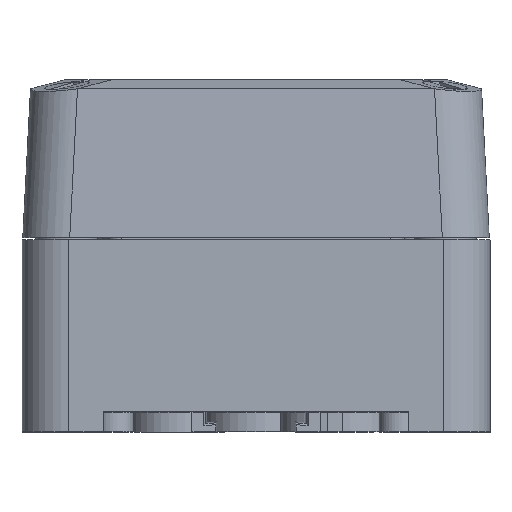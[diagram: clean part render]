
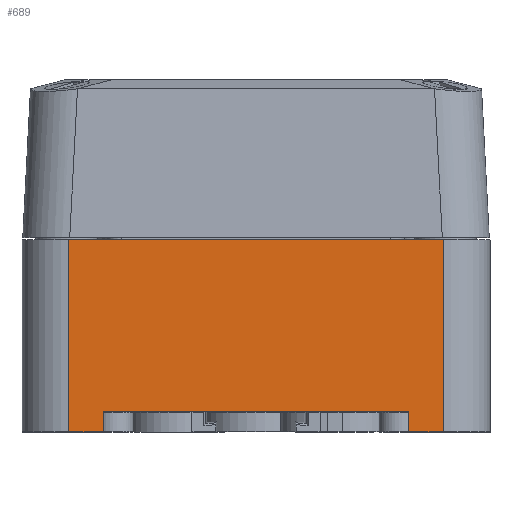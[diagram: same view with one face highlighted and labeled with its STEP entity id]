
A CAD part, top view. The second image highlights one B-rep face of the part: STEP entity #689.
In plain terms, the highlighted planar face has unit normal (0, 0, 1).
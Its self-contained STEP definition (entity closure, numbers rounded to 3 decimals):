
#287 = DIRECTION ( 'NONE',  ( 0., 0., -1. ) ) ;
#342 = VECTOR ( 'NONE', #4282, 1000. ) ;
#689 = ADVANCED_FACE ( 'NONE', ( #7844 ), #4969, .F. ) ;
#777 = CARTESIAN_POINT ( 'NONE',  ( 38., 35., 47.5 ) ) ;
#1053 = ORIENTED_EDGE ( 'NONE', *, *, #9699, .F. ) ;
#1067 = CARTESIAN_POINT ( 'NONE',  ( -31., -4., 47.5 ) ) ;
#1195 = DIRECTION ( 'NONE',  ( 0., -1., 0. ) ) ;
#1375 = DIRECTION ( 'NONE',  ( 0., 1., 0. ) ) ;
#1389 = CARTESIAN_POINT ( 'NONE',  ( 38., -4., 47.5 ) ) ;
#1456 = CARTESIAN_POINT ( 'NONE',  ( 38., -4., 47.5 ) ) ;
#1758 = DIRECTION ( 'NONE',  ( 0., 1., 0. ) ) ;
#1886 = ORIENTED_EDGE ( 'NONE', *, *, #10712, .F. ) ;
#2483 = ORIENTED_EDGE ( 'NONE', *, *, #2760, .T. ) ;
#2567 = DIRECTION ( 'NONE',  ( 1., 0., 0. ) ) ;
#2693 = VECTOR ( 'NONE', #6386, 1000. ) ;
#2760 = EDGE_CURVE ( 'NONE', #5960, #5307, #9727, .T. ) ;
#2820 = CARTESIAN_POINT ( 'NONE',  ( 38., -4., 47.5 ) ) ;
#2937 = VECTOR ( 'NONE', #2567, 1000. ) ;
#3140 = LINE ( 'NONE', #5828, #4288 ) ;
#3296 = VERTEX_POINT ( 'NONE', #8310 ) ;
#3757 = CARTESIAN_POINT ( 'NONE',  ( 31., -4., 47.5 ) ) ;
#3940 = VERTEX_POINT ( 'NONE', #777 ) ;
#4253 = VECTOR ( 'NONE', #5107, 1000. ) ;
#4282 = DIRECTION ( 'NONE',  ( 1., 0., 0. ) ) ;
#4288 = VECTOR ( 'NONE', #1195, 1000. ) ;
#4514 = ORIENTED_EDGE ( 'NONE', *, *, #4673, .T. ) ;
#4673 = EDGE_CURVE ( 'NONE', #6446, #3940, #8355, .T. ) ;
#4750 = EDGE_CURVE ( 'NONE', #5307, #6545, #10906, .T. ) ;
#4969 = PLANE ( 'NONE',  #6561 ) ;
#4989 = EDGE_CURVE ( 'NONE', #9511, #6677, #3140, .T. ) ;
#5107 = DIRECTION ( 'NONE',  ( -1., 0., 0. ) ) ;
#5116 = LINE ( 'NONE', #1456, #8886 ) ;
#5194 = LINE ( 'NONE', #8973, #342 ) ;
#5245 = ORIENTED_EDGE ( 'NONE', *, *, #10875, .T. ) ;
#5307 = VERTEX_POINT ( 'NONE', #8439 ) ;
#5439 = CARTESIAN_POINT ( 'NONE',  ( -38., -4., 47.5 ) ) ;
#5495 = ORIENTED_EDGE ( 'NONE', *, *, #4989, .T. ) ;
#5828 = CARTESIAN_POINT ( 'NONE',  ( -38., 35., 47.5 ) ) ;
#5960 = VERTEX_POINT ( 'NONE', #1067 ) ;
#6386 = DIRECTION ( 'NONE',  ( 0., -1., 0. ) ) ;
#6446 = VERTEX_POINT ( 'NONE', #2820 ) ;
#6545 = VERTEX_POINT ( 'NONE', #7825 ) ;
#6561 = AXIS2_PLACEMENT_3D ( 'NONE', #9558, #287, #6825 ) ;
#6677 = VERTEX_POINT ( 'NONE', #5439 ) ;
#6825 = DIRECTION ( 'NONE',  ( -1., 0., 0. ) ) ;
#7026 = DIRECTION ( 'NONE',  ( -1., 0., 0. ) ) ;
#7058 = CARTESIAN_POINT ( 'NONE',  ( -31., -4., 47.5 ) ) ;
#7357 = LINE ( 'NONE', #3757, #2693 ) ;
#7467 = CARTESIAN_POINT ( 'NONE',  ( -38., 35., 47.5 ) ) ;
#7585 = VECTOR ( 'NONE', #1375, 1000. ) ;
#7825 = CARTESIAN_POINT ( 'NONE',  ( 31., 0., 47.5 ) ) ;
#7844 = FACE_OUTER_BOUND ( 'NONE', #10372, .T. ) ;
#8296 = CARTESIAN_POINT ( 'NONE',  ( 0., 0., 47.5 ) ) ;
#8310 = CARTESIAN_POINT ( 'NONE',  ( 31., -4., 47.5 ) ) ;
#8355 = LINE ( 'NONE', #9948, #8768 ) ;
#8439 = CARTESIAN_POINT ( 'NONE',  ( -31., 0., 47.5 ) ) ;
#8768 = VECTOR ( 'NONE', #1758, 1000. ) ;
#8822 = LINE ( 'NONE', #1389, #4253 ) ;
#8886 = VECTOR ( 'NONE', #7026, 1000. ) ;
#8960 = EDGE_CURVE ( 'NONE', #6446, #3296, #5116, .T. ) ;
#8973 = CARTESIAN_POINT ( 'NONE',  ( 47.5, 35., 47.5 ) ) ;
#9511 = VERTEX_POINT ( 'NONE', #7467 ) ;
#9555 = ORIENTED_EDGE ( 'NONE', *, *, #4750, .T. ) ;
#9558 = CARTESIAN_POINT ( 'NONE',  ( 47.5, 35., 47.5 ) ) ;
#9699 = EDGE_CURVE ( 'NONE', #9511, #3940, #5194, .T. ) ;
#9727 = LINE ( 'NONE', #7058, #7585 ) ;
#9948 = CARTESIAN_POINT ( 'NONE',  ( 38., 35., 47.5 ) ) ;
#10372 = EDGE_LOOP ( 'NONE', ( #1053, #5495, #1886, #2483, #9555, #5245, #10826, #4514 ) ) ;
#10712 = EDGE_CURVE ( 'NONE', #5960, #6677, #8822, .T. ) ;
#10826 = ORIENTED_EDGE ( 'NONE', *, *, #8960, .F. ) ;
#10875 = EDGE_CURVE ( 'NONE', #6545, #3296, #7357, .T. ) ;
#10906 = LINE ( 'NONE', #8296, #2937 ) ;
